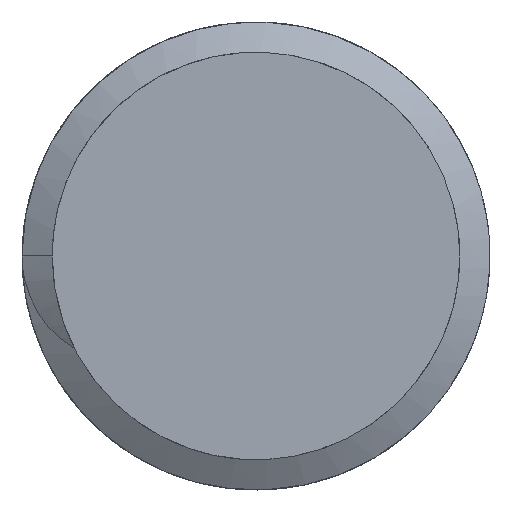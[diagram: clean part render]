
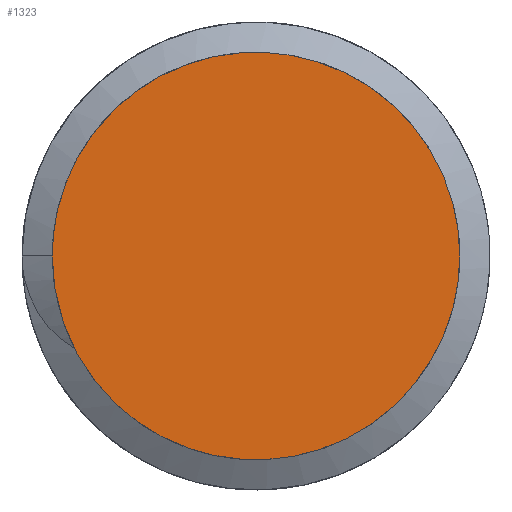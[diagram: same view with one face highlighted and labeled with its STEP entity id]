
A CAD part, left-side view. The second image highlights one B-rep face of the part: STEP entity #1323.
In plain terms, the highlighted free-form (B-spline) face has degree [1, 1] with [2, 2] control points.
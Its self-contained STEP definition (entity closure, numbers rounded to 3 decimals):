
#1302=CARTESIAN_POINT('',(0.,-15.75,15.75));
#1303=CARTESIAN_POINT('',(0.,-15.75,-15.75));
#1304=CARTESIAN_POINT('',(0.,15.75,15.75));
#1305=CARTESIAN_POINT('',(0.,15.75,-15.75));
#1306=B_SPLINE_SURFACE_WITH_KNOTS('',1,1,((#1302,#1303),(#1304,#1305)),.PLANE_SURF.,.F.,.F.,.U.,(2,2),(2,2),(-1.,2.),(-1.,2.),.UNSPECIFIED.);
#1307=CARTESIAN_POINT('',(0.,5.25,0.));
#1308=VERTEX_POINT('',#1307);
#1309=CARTESIAN_POINT('',(0.,5.25,0.));
#1310=CARTESIAN_POINT('',(0.,5.25,-5.25));
#1311=CARTESIAN_POINT('',(0.,0.,-5.25));
#1312=CARTESIAN_POINT('',(0.,-5.25,-5.25));
#1313=CARTESIAN_POINT('',(0.,-5.25,0.));
#1314=CARTESIAN_POINT('',(0.,-5.25,5.25));
#1315=CARTESIAN_POINT('',(0.,0.,5.25));
#1316=CARTESIAN_POINT('',(0.,5.25,5.25));
#1317=CARTESIAN_POINT('',(0.,5.25,0.));
#1318=(BOUNDED_CURVE()B_SPLINE_CURVE(2,(#1309,#1310,#1311,#1312,#1313,#1314,#1315,#1316,#1317),.CIRCULAR_ARC.,.T.,.U.)B_SPLINE_CURVE_WITH_KNOTS((3,2,2,2,3),(0.,0.25,0.5,0.75,1.),.UNSPECIFIED.)CURVE()GEOMETRIC_REPRESENTATION_ITEM()RATIONAL_B_SPLINE_CURVE((1.,0.707,1.,0.707,1.,0.707,1.,0.707,1.))REPRESENTATION_ITEM(''));
#1319=EDGE_CURVE('',#1308,#1308,#1318,.T.);
#1320=ORIENTED_EDGE('',*,*,#1319,.T.);
#1321=EDGE_LOOP('',(#1320));
#1322=FACE_OUTER_BOUND('',#1321,.T.);
#1323=ADVANCED_FACE('',(#1322),#1306,.T.);
